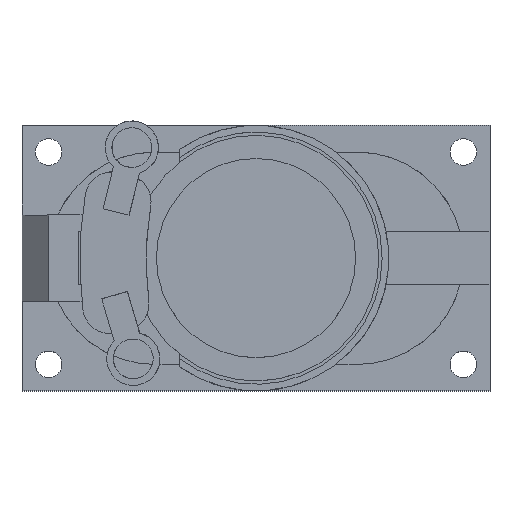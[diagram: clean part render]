
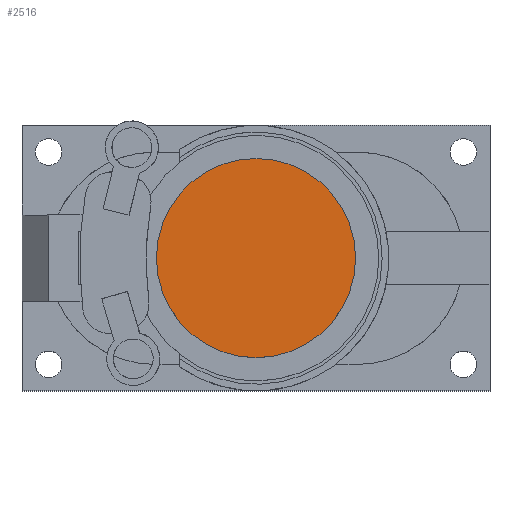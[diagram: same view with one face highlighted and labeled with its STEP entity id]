
A CAD part, top view. The second image highlights one B-rep face of the part: STEP entity #2516.
In plain terms, the highlighted planar face has unit normal (0, 0, 1).
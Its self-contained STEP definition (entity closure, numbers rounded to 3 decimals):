
#701=PLANE('',#2710);
#802=CIRCLE('',#2709,7.5);
#1269=VERTEX_POINT('',#3806);
#1523=EDGE_CURVE('',#1269,#1269,#802,.T.);
#2007=ORIENTED_EDGE('',*,*,#1523,.F.);
#2232=EDGE_LOOP('',(#2007));
#2395=FACE_BOUND('',#2232,.T.);
#2516=ADVANCED_FACE('',(#2395),#701,.T.);
#2709=AXIS2_PLACEMENT_3D('',#3805,#3172,#3173);
#2710=AXIS2_PLACEMENT_3D('',#3807,#3174,$);
#3172=DIRECTION('',(0.,0.,-1.));
#3173=DIRECTION('',(7.5,0.,0.));
#3174=DIRECTION('',(0.,0.,1.));
#3805=CARTESIAN_POINT('',(0.,0.,3.75));
#3806=CARTESIAN_POINT('',(7.5,0.,3.75));
#3807=CARTESIAN_POINT('',(0.,0.,3.75));
